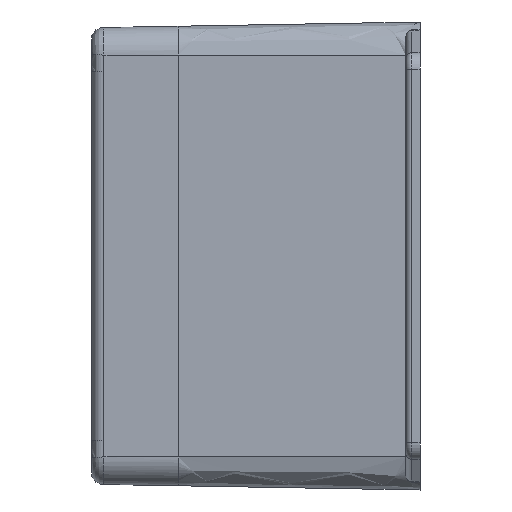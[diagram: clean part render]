
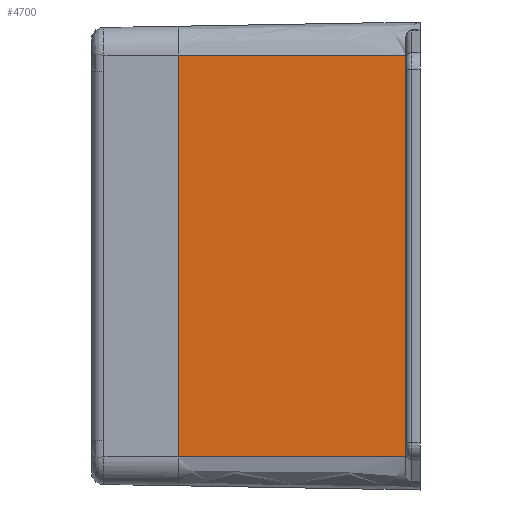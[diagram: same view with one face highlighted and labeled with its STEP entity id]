
A CAD part, left-side view. The second image highlights one B-rep face of the part: STEP entity #4700.
In plain terms, the highlighted planar face has unit normal (-1, 0.018, 0).
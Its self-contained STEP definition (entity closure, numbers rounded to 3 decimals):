
#968 = CARTESIAN_POINT ( 'NONE',  ( -62.939, -14.5, 34.901 ) ) ;
#969 = CARTESIAN_POINT ( 'NONE',  ( -62.939, -14.5, -34.901 ) ) ;
#1135 = CARTESIAN_POINT ( 'NONE',  ( -62.25, 25., -34.901 ) ) ;
#1151 = CARTESIAN_POINT ( 'NONE',  ( -62.25, 25., 34.901 ) ) ;
#1589 = LINE ( 'NONE', #1590, #4315 ) ;
#1590 = CARTESIAN_POINT ( 'NONE',  ( -62.25, 25., 34.901 ) ) ;
#1591 = DIRECTION ( 'NONE',  ( 0.017, 1., 0. ) ) ;
#1592 = LINE ( 'NONE', #1593, #4316 ) ;
#1593 = CARTESIAN_POINT ( 'NONE',  ( -62.939, -14.5, -34.901 ) ) ;
#1594 = DIRECTION ( 'NONE',  ( 0., 0., -1. ) ) ;
#1595 = LINE ( 'NONE', #1596, #4317 ) ;
#1596 = CARTESIAN_POINT ( 'NONE',  ( -62.25, 25., -34.901 ) ) ;
#1597 = DIRECTION ( 'NONE',  ( 0., 0., 1. ) ) ;
#1598 = LINE ( 'NONE', #1599, #4319 ) ;
#1599 = CARTESIAN_POINT ( 'NONE',  ( -62.25, 25., -34.901 ) ) ;
#1600 = DIRECTION ( 'NONE',  ( 0.017, 1., 0. ) ) ;
#2043 = ORIENTED_EDGE ( 'NONE', *, *, #4833, .F. ) ;
#2044 = ORIENTED_EDGE ( 'NONE', *, *, #4834, .F. ) ;
#2045 = ORIENTED_EDGE ( 'NONE', *, *, #4832, .T. ) ;
#2046 = ORIENTED_EDGE ( 'NONE', *, *, #4835, .F. ) ;
#4132 = FACE_OUTER_BOUND ( 'NONE', #12047, .T. ) ;
#4138 = AXIS2_PLACEMENT_3D ( 'NONE', #8770, #8771, #8772 ) ;
#4315 = VECTOR ( 'NONE', #1591, 1000. ) ;
#4316 = VECTOR ( 'NONE', #1594, 1000. ) ;
#4317 = VECTOR ( 'NONE', #1597, 1000. ) ;
#4319 = VECTOR ( 'NONE', #1600, 1000. ) ;
#4700 = ADVANCED_FACE ( 'NONE', ( #4132 ), #8769, .T. ) ;
#4832 = EDGE_CURVE ( 'NONE', #8226, #8409, #1589, .T. ) ;
#4833 = EDGE_CURVE ( 'NONE', #8226, #8227, #1592, .T. ) ;
#4834 = EDGE_CURVE ( 'NONE', #8393, #8409, #1595, .T. ) ;
#4835 = EDGE_CURVE ( 'NONE', #8227, #8393, #1598, .T. ) ;
#8226 = VERTEX_POINT ( 'NONE', #968 ) ;
#8227 = VERTEX_POINT ( 'NONE', #969 ) ;
#8393 = VERTEX_POINT ( 'NONE', #1135 ) ;
#8409 = VERTEX_POINT ( 'NONE', #1151 ) ;
#8769 = PLANE ( 'NONE',  #4138 ) ;
#8770 = CARTESIAN_POINT ( 'NONE',  ( -62.25, 25., -34.901 ) ) ;
#8771 = DIRECTION ( 'NONE',  ( -1., 0.017, 0. ) ) ;
#8772 = DIRECTION ( 'NONE',  ( -0.017, -1., 0. ) ) ;
#12047 = EDGE_LOOP ( 'NONE', ( #2043, #2045, #2044, #2046 ) ) ;
